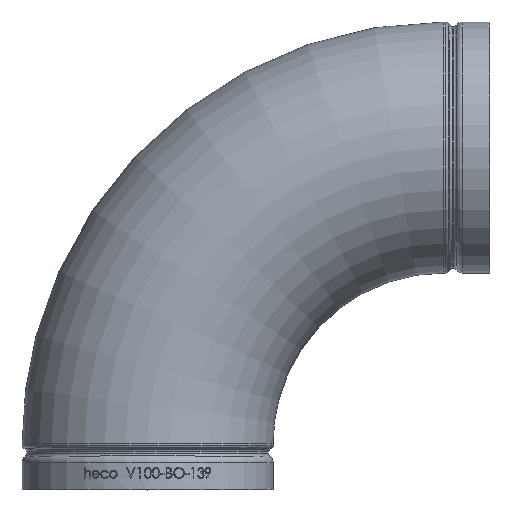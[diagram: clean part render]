
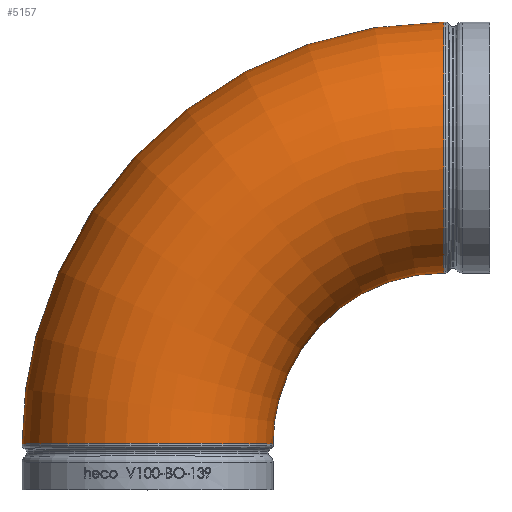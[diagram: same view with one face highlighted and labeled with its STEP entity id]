
A CAD part, top view. The second image highlights one B-rep face of the part: STEP entity #5157.
In plain terms, the highlighted toroidal (fillet/blend) face has major radius 164.843 mm and minor radius 69.85 mm.
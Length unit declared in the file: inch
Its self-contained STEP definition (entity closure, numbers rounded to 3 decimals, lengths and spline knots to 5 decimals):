
#836 = DIRECTION ( 'NONE',  ( 0., 0., -1. ) ) ;
#853 = EDGE_LOOP ( 'NONE', ( #8134 ) ) ;
#2384 = EDGE_CURVE ( 'NONE', #7560, #7560, #5901, .T. ) ;
#5157 = ADVANCED_FACE ( 'NONE', ( #19010, #13843 ), #12466, .T. ) ;
#5901 = CIRCLE ( 'NONE', #21206, 2.75 ) ;
#7560 = VERTEX_POINT ( 'NONE', #19782 ) ;
#7963 = DIRECTION ( 'NONE',  ( 0., -1., 0. ) ) ;
#8134 = ORIENTED_EDGE ( 'NONE', *, *, #2384, .F. ) ;
#8161 = ORIENTED_EDGE ( 'NONE', *, *, #22442, .F. ) ;
#8841 = CARTESIAN_POINT ( 'NONE',  ( 6.48988, -6.48988, 0. ) ) ;
#9318 = DIRECTION ( 'NONE',  ( 0., 0., 1. ) ) ;
#10743 = CARTESIAN_POINT ( 'NONE',  ( 6.48988, 0., -2.75 ) ) ;
#12336 = CARTESIAN_POINT ( 'NONE',  ( 0., -6.48988, 0. ) ) ;
#12466 = TOROIDAL_SURFACE ( 'NONE', #13507, 6.48988, 2.75 ) ;
#13507 = AXIS2_PLACEMENT_3D ( 'NONE', #8841, #9318, #20048 ) ;
#13843 = FACE_OUTER_BOUND ( 'NONE', #26155, .T. ) ;
#14142 = CARTESIAN_POINT ( 'NONE',  ( 6.48988, 0., 0. ) ) ;
#15426 = CIRCLE ( 'NONE', #21021, 2.75 ) ;
#16270 = DIRECTION ( 'NONE',  ( 1., 0., 0. ) ) ;
#19010 = FACE_OUTER_BOUND ( 'NONE', #853, .T. ) ;
#19782 = CARTESIAN_POINT ( 'NONE',  ( 0., -6.48988, -2.75 ) ) ;
#20048 = DIRECTION ( 'NONE',  ( 1., 0., 0. ) ) ;
#21021 = AXIS2_PLACEMENT_3D ( 'NONE', #14142, #16270, #836 ) ;
#21206 = AXIS2_PLACEMENT_3D ( 'NONE', #12336, #7963, #27821 ) ;
#22442 = EDGE_CURVE ( 'NONE', #23468, #23468, #15426, .T. ) ;
#23468 = VERTEX_POINT ( 'NONE', #10743 ) ;
#26155 = EDGE_LOOP ( 'NONE', ( #8161 ) ) ;
#27821 = DIRECTION ( 'NONE',  ( 0., 0., -1. ) ) ;
